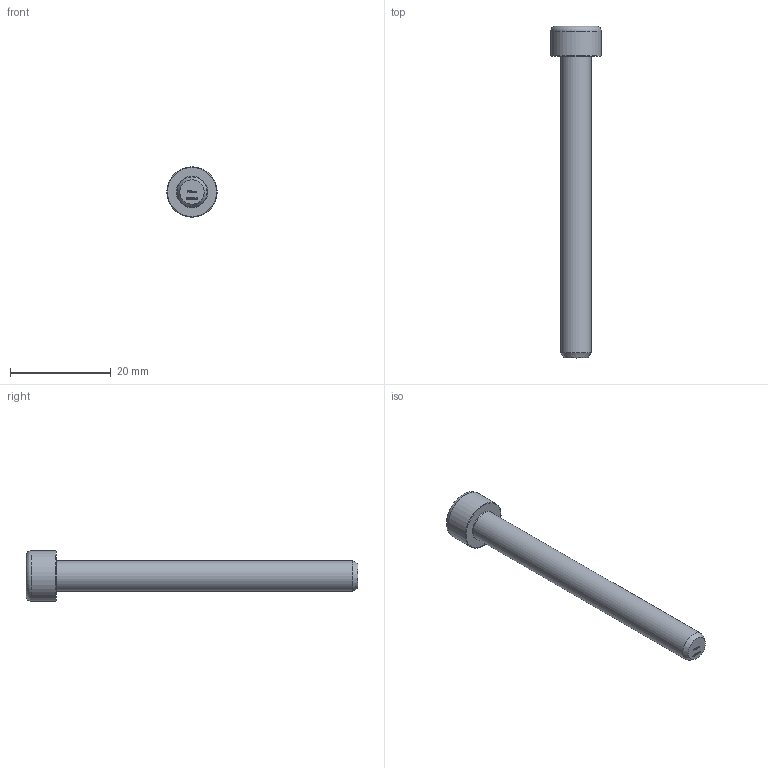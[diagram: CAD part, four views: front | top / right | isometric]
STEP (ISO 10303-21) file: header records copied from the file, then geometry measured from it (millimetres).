
FILE_DESCRIPTION (( 'STEP AP203' ), '1' );
FILE_NAME ('58332-240-60.step', '2020-01-21T10:28:47', ( '' ), ( '' ), 'SwSTEP 2.0', 'SolidWorks 2015', '' );
FILE_SCHEMA (( 'CONFIG_CONTROL_DESIGN' ));
Length unit declared in the file: millimetre
Products named in the file (2): 58332-240-60
Bounding box: 10 x 66 x 10 mm (x, y, z)
Volume: 2087.9 mm3; surface area: 1504.5 mm2
Topology: 1 solids, 1 shells, 353 faces, 910 edges, 588 vertices
Faces by surface type: bspline 158, plane 146, cylinder 26, torus 15, sphere 6, cone 2
Full cylindrical faces by diameter (mm): 6 x1, 10 x1
Entity records: 19522 total; most frequent: CARTESIAN_POINT 11891, ORIENTED_EDGE 1792, DIRECTION 1060, EDGE_CURVE 896, VERTEX_POINT 582, LINE 494, VECTOR 494, EDGE_LOOP 390
